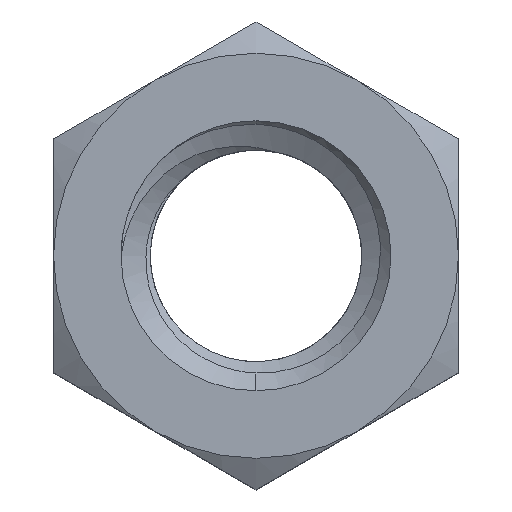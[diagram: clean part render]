
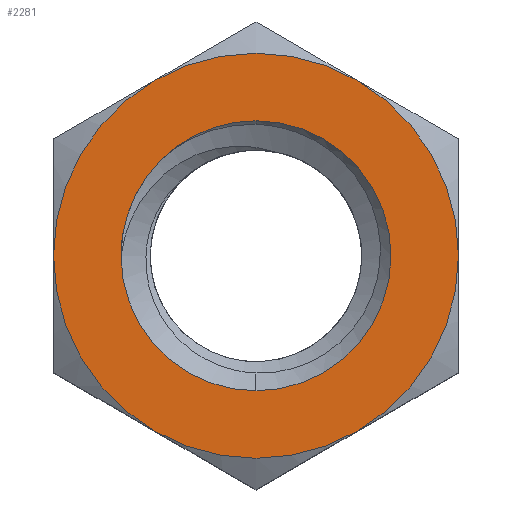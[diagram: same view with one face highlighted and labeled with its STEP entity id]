
A CAD part, top view. The second image highlights one B-rep face of the part: STEP entity #2281.
In plain terms, the highlighted planar face has unit normal (0, 0, 1).
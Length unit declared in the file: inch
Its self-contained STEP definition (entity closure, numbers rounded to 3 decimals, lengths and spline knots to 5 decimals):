
#4 = AXIS2_PLACEMENT_3D ( 'NONE', #221, #1160, #2081 ) ;
#5 = CIRCLE ( 'NONE', #824, 0.28125 ) ;
#14 = VERTEX_POINT ( 'NONE', #2357 ) ;
#15 = DIRECTION ( 'NONE',  ( 1., 0., 0. ) ) ;
#23 = VERTEX_POINT ( 'NONE', #1649 ) ;
#32 = DIRECTION ( 'NONE',  ( 1., 0., 0. ) ) ;
#47 = ORIENTED_EDGE ( 'NONE', *, *, #663, .T. ) ;
#101 = ORIENTED_EDGE ( 'NONE', *, *, #1658, .F. ) ;
#121 = CIRCLE ( 'NONE', #1380, 0.28125 ) ;
#123 = CIRCLE ( 'NONE', #1413, 0.28125 ) ;
#131 = AXIS2_PLACEMENT_3D ( 'NONE', #200, #1486, #402 ) ;
#161 = AXIS2_PLACEMENT_3D ( 'NONE', #674, #1042, #1966 ) ;
#186 = DIRECTION ( 'NONE',  ( 1., 0., 0. ) ) ;
#200 = CARTESIAN_POINT ( 'NONE',  ( 0., 0., 0.16406 ) ) ;
#221 = CARTESIAN_POINT ( 'NONE',  ( -0.28125, 0.16238, 0.16406 ) ) ;
#253 = PLANE ( 'NONE',  #4 ) ;
#255 = AXIS2_PLACEMENT_3D ( 'NONE', #1959, #1942, #1582 ) ;
#275 = VERTEX_POINT ( 'NONE', #605 ) ;
#304 = VERTEX_POINT ( 'NONE', #625 ) ;
#337 = CARTESIAN_POINT ( 'NONE',  ( 0., 0., 0.16406 ) ) ;
#346 = EDGE_CURVE ( 'NONE', #14, #388, #123, .T. ) ;
#384 = ORIENTED_EDGE ( 'NONE', *, *, #400, .T. ) ;
#388 = VERTEX_POINT ( 'NONE', #959 ) ;
#400 = EDGE_CURVE ( 'NONE', #304, #738, #781, .T. ) ;
#402 = DIRECTION ( 'NONE',  ( 1., 0., 0. ) ) ;
#408 = CARTESIAN_POINT ( 'NONE',  ( 0., 0., 0.16406 ) ) ;
#526 = EDGE_LOOP ( 'NONE', ( #1559, #1257, #849, #101 ) ) ;
#547 = EDGE_CURVE ( 'NONE', #388, #596, #714, .T. ) ;
#578 = AXIS2_PLACEMENT_3D ( 'NONE', #408, #767, #32 ) ;
#583 = CARTESIAN_POINT ( 'NONE',  ( 0., 0., 0.16406 ) ) ;
#596 = VERTEX_POINT ( 'NONE', #964 ) ;
#605 = CARTESIAN_POINT ( 'NONE',  ( 0., 0.1875, 0.16406 ) ) ;
#625 = CARTESIAN_POINT ( 'NONE',  ( 0.28125, 0., 0.16406 ) ) ;
#663 = EDGE_CURVE ( 'NONE', #738, #14, #1077, .T. ) ;
#674 = CARTESIAN_POINT ( 'NONE',  ( 0., 0., 0.16406 ) ) ;
#678 = DIRECTION ( 'NONE',  ( 1., 0., 0. ) ) ;
#714 = CIRCLE ( 'NONE', #578, 0.28125 ) ;
#738 = VERTEX_POINT ( 'NONE', #900 ) ;
#757 = VERTEX_POINT ( 'NONE', #1090 ) ;
#767 = DIRECTION ( 'NONE',  ( 0., 0., 1. ) ) ;
#778 = EDGE_CURVE ( 'NONE', #2354, #275, #1891, .T. ) ;
#780 = FACE_OUTER_BOUND ( 'NONE', #1493, .T. ) ;
#781 = CIRCLE ( 'NONE', #131, 0.28125 ) ;
#796 = CARTESIAN_POINT ( 'NONE',  ( 0., -0.1875, 0.16406 ) ) ;
#824 = AXIS2_PLACEMENT_3D ( 'NONE', #583, #1491, #1131 ) ;
#849 = ORIENTED_EDGE ( 'NONE', *, *, #778, .F. ) ;
#900 = CARTESIAN_POINT ( 'NONE',  ( 0.14062, 0.24357, 0.16406 ) ) ;
#919 = DIRECTION ( 'NONE',  ( 0., 0., 1. ) ) ;
#937 = VERTEX_POINT ( 'NONE', #1501 ) ;
#959 = CARTESIAN_POINT ( 'NONE',  ( -0.28125, 0., 0.16406 ) ) ;
#960 = EDGE_CURVE ( 'NONE', #23, #937, #1801, .T. ) ;
#964 = CARTESIAN_POINT ( 'NONE',  ( -0.14062, -0.24357, 0.16406 ) ) ;
#985 = AXIS2_PLACEMENT_3D ( 'NONE', #2225, #1140, #15 ) ;
#998 = ORIENTED_EDGE ( 'NONE', *, *, #346, .T. ) ;
#1036 = AXIS2_PLACEMENT_3D ( 'NONE', #337, #2183, #678 ) ;
#1042 = DIRECTION ( 'NONE',  ( 0., 0., 1. ) ) ;
#1077 = CIRCLE ( 'NONE', #1036, 0.28125 ) ;
#1090 = CARTESIAN_POINT ( 'NONE',  ( 0.14063, -0.24357, 0.16406 ) ) ;
#1131 = DIRECTION ( 'NONE',  ( 1., 0., 0. ) ) ;
#1137 = CARTESIAN_POINT ( 'NONE',  ( 0., 0., 0.16406 ) ) ;
#1140 = DIRECTION ( 'NONE',  ( 0., 0., 1. ) ) ;
#1160 = DIRECTION ( 'NONE',  ( 0., 0., 1. ) ) ;
#1257 = ORIENTED_EDGE ( 'NONE', *, *, #2128, .F. ) ;
#1336 = AXIS2_PLACEMENT_3D ( 'NONE', #1674, #1474, #186 ) ;
#1380 = AXIS2_PLACEMENT_3D ( 'NONE', #2390, #919, #1463 ) ;
#1413 = AXIS2_PLACEMENT_3D ( 'NONE', #1137, #2042, #2224 ) ;
#1463 = DIRECTION ( 'NONE',  ( 1., 0., 0. ) ) ;
#1474 = DIRECTION ( 'NONE',  ( 0., 0., 1. ) ) ;
#1486 = DIRECTION ( 'NONE',  ( 0., 0., 1. ) ) ;
#1490 = ORIENTED_EDGE ( 'NONE', *, *, #547, .T. ) ;
#1491 = DIRECTION ( 'NONE',  ( 0., 0., 1. ) ) ;
#1493 = EDGE_LOOP ( 'NONE', ( #2206, #384, #47, #998, #1490, #1738 ) ) ;
#1501 = CARTESIAN_POINT ( 'NONE',  ( -0.1875, 0., 0.16406 ) ) ;
#1559 = ORIENTED_EDGE ( 'NONE', *, *, #960, .F. ) ;
#1582 = DIRECTION ( 'NONE',  ( 1., 0., 0. ) ) ;
#1622 = CIRCLE ( 'NONE', #161, 0.1875 ) ;
#1649 = CARTESIAN_POINT ( 'NONE',  ( -0.13258, 0.13258, 0.16406 ) ) ;
#1658 = EDGE_CURVE ( 'NONE', #937, #2354, #1622, .T. ) ;
#1674 = CARTESIAN_POINT ( 'NONE',  ( 0., 0., 0.16406 ) ) ;
#1738 = ORIENTED_EDGE ( 'NONE', *, *, #1964, .T. ) ;
#1801 = CIRCLE ( 'NONE', #985, 0.1875 ) ;
#1825 = EDGE_CURVE ( 'NONE', #757, #304, #121, .T. ) ;
#1891 = CIRCLE ( 'NONE', #1336, 0.1875 ) ;
#1942 = DIRECTION ( 'NONE',  ( 0., 0., 1. ) ) ;
#1959 = CARTESIAN_POINT ( 'NONE',  ( 0., 0., 0.16406 ) ) ;
#1964 = EDGE_CURVE ( 'NONE', #596, #757, #5, .T. ) ;
#1966 = DIRECTION ( 'NONE',  ( 1., 0., 0. ) ) ;
#2042 = DIRECTION ( 'NONE',  ( 0., 0., 1. ) ) ;
#2058 = CIRCLE ( 'NONE', #255, 0.1875 ) ;
#2081 = DIRECTION ( 'NONE',  ( 1., 0., 0. ) ) ;
#2128 = EDGE_CURVE ( 'NONE', #275, #23, #2058, .T. ) ;
#2140 = FACE_BOUND ( 'NONE', #526, .T. ) ;
#2183 = DIRECTION ( 'NONE',  ( 0., 0., 1. ) ) ;
#2206 = ORIENTED_EDGE ( 'NONE', *, *, #1825, .T. ) ;
#2224 = DIRECTION ( 'NONE',  ( 1., 0., 0. ) ) ;
#2225 = CARTESIAN_POINT ( 'NONE',  ( 0., 0., 0.16406 ) ) ;
#2281 = ADVANCED_FACE ( 'NONE', ( #2140, #780 ), #253, .T. ) ;
#2354 = VERTEX_POINT ( 'NONE', #796 ) ;
#2357 = CARTESIAN_POINT ( 'NONE',  ( -0.14063, 0.24357, 0.16406 ) ) ;
#2390 = CARTESIAN_POINT ( 'NONE',  ( 0., 0., 0.16406 ) ) ;
